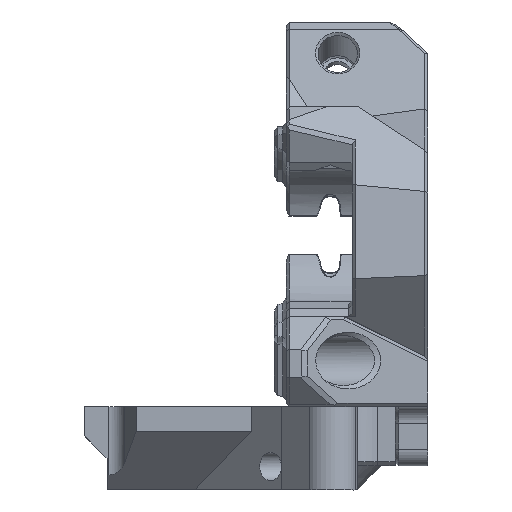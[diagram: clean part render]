
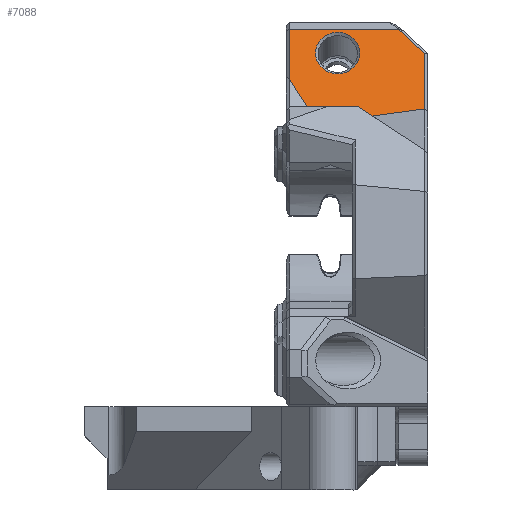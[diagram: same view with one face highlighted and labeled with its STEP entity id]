
A CAD part, left-side view. The second image highlights one B-rep face of the part: STEP entity #7088.
In plain terms, the highlighted planar face has unit normal (-0.94, 0, 0.342).
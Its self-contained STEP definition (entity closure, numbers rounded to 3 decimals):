
#172=FACE_BOUND('',#2902,.T.);
#430=PLANE('',#7734);
#641=CIRCLE('',#7735,2.65);
#1097=LINE('',#12196,#1780);
#1217=LINE('',#13348,#1900);
#1218=LINE('',#13351,#1901);
#1220=LINE('',#13355,#1903);
#1312=LINE('',#14980,#1995);
#1316=LINE('',#14988,#1999);
#1320=LINE('',#14997,#2003);
#1324=LINE('',#15003,#2007);
#1780=VECTOR('',#8763,1000.);
#1900=VECTOR('',#9075,1000.);
#1901=VECTOR('',#9078,1000.);
#1903=VECTOR('',#9082,1000.);
#1995=VECTOR('',#9380,1000.);
#1999=VECTOR('',#9386,1000.);
#2003=VECTOR('',#9394,1000.);
#2007=VECTOR('',#9400,1000.);
#2465=FACE_OUTER_BOUND('',#2901,.T.);
#2901=EDGE_LOOP('',(#6655,#6656,#6657,#6658,#6659,#6660,#6661,#6662));
#2902=EDGE_LOOP('',(#6663));
#3352=VERTEX_POINT('',#12190);
#3354=VERTEX_POINT('',#12194);
#3468=VERTEX_POINT('',#13346);
#3469=VERTEX_POINT('',#13350);
#3470=VERTEX_POINT('',#13354);
#3555=VERTEX_POINT('',#14978);
#3558=VERTEX_POINT('',#14986);
#3561=VERTEX_POINT('',#14996);
#3617=VERTEX_POINT('',#15646);
#4176=EDGE_CURVE('',#3354,#3352,#1097,.T.);
#4347=EDGE_CURVE('',#3468,#3354,#1217,.T.);
#4348=EDGE_CURVE('',#3469,#3352,#1218,.T.);
#4350=EDGE_CURVE('',#3469,#3470,#1220,.T.);
#4507=EDGE_CURVE('',#3555,#3468,#1312,.T.);
#4511=EDGE_CURVE('',#3558,#3555,#1316,.T.);
#4515=EDGE_CURVE('',#3558,#3561,#1320,.T.);
#4519=EDGE_CURVE('',#3470,#3561,#1324,.T.);
#4633=EDGE_CURVE('',#3617,#3617,#641,.T.);
#6655=ORIENTED_EDGE('',*,*,#4348,.T.);
#6656=ORIENTED_EDGE('',*,*,#4176,.F.);
#6657=ORIENTED_EDGE('',*,*,#4347,.F.);
#6658=ORIENTED_EDGE('',*,*,#4507,.F.);
#6659=ORIENTED_EDGE('',*,*,#4511,.F.);
#6660=ORIENTED_EDGE('',*,*,#4515,.T.);
#6661=ORIENTED_EDGE('',*,*,#4519,.F.);
#6662=ORIENTED_EDGE('',*,*,#4350,.F.);
#6663=ORIENTED_EDGE('',*,*,#4633,.F.);
#7088=ADVANCED_FACE('',(#2465,#172),#430,.F.);
#7734=AXIS2_PLACEMENT_3D('',#15645,#9657,#9658);
#7735=AXIS2_PLACEMENT_3D('',#15647,#9659,#9660);
#8763=DIRECTION('',(-0.342,0.,-0.94));
#9075=DIRECTION('',(-0.242,-0.707,-0.664));
#9078=DIRECTION('',(0.049,-0.99,0.135));
#9082=DIRECTION('',(0.194,0.823,0.534));
#9380=DIRECTION('',(0.,-1.,0.));
#9386=DIRECTION('',(0.342,0.,0.94));
#9394=DIRECTION('',(-0.293,-0.516,-0.805));
#9400=DIRECTION('',(0.,1.,0.));
#9657=DIRECTION('center_axis',(0.94,0.,-0.342));
#9658=DIRECTION('ref_axis',(0.342,0.,0.94));
#9659=DIRECTION('center_axis',(-0.94,0.,
0.342));
#9660=DIRECTION('ref_axis',(0.,-1.,0.));
#12190=CARTESIAN_POINT('',(-91.051,-19.34,16.673));
#12194=CARTESIAN_POINT('',(-88.641,-19.34,23.295));
#12196=CARTESIAN_POINT('',(-92.454,-19.34,12.817));
#13346=CARTESIAN_POINT('',(-87.574,-16.221,26.227));
#13348=CARTESIAN_POINT('',(-86.55,-13.228,29.039));
#13350=CARTESIAN_POINT('',(-91.362,-13.055,15.818));
#13351=CARTESIAN_POINT('',(-91.456,-11.149,15.558));
#13354=CARTESIAN_POINT('',(-91.321,-12.882,15.931));
#13355=CARTESIAN_POINT('',(-90.896,-11.085,17.098));
#14978=CARTESIAN_POINT('',(-87.574,-3.153,26.227));
#14980=CARTESIAN_POINT('',(-87.574,-7.,26.227));
#14986=CARTESIAN_POINT('',(-89.765,-3.153,20.205));
#14988=CARTESIAN_POINT('',(-94.5,-3.153,7.196));
#14996=CARTESIAN_POINT('',(-91.321,-5.895,15.931));
#14997=CARTESIAN_POINT('',(-89.979,-3.53,19.617));
#15003=CARTESIAN_POINT('',(-91.321,-11.247,15.931));
#15645=CARTESIAN_POINT('Origin',(-90.741,-2.753,17.525));
#15646=CARTESIAN_POINT('',(-88.617,-6.291,23.36));
#15647=CARTESIAN_POINT('Origin',(-88.617,-8.941,23.36));
